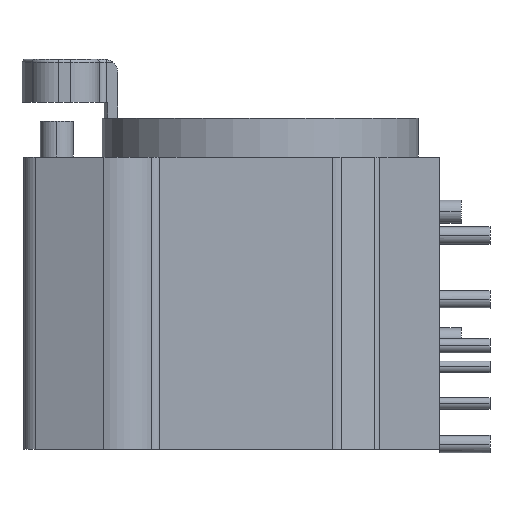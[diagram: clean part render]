
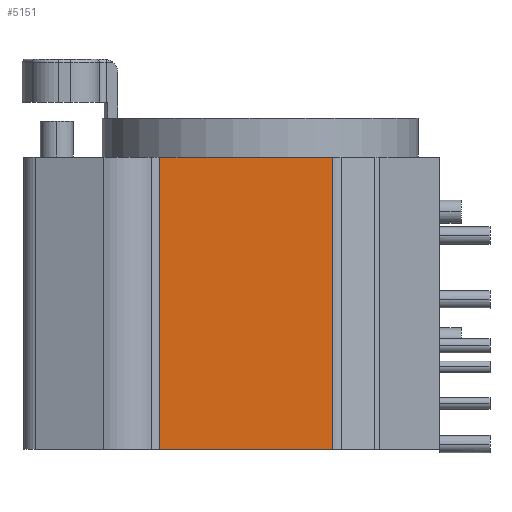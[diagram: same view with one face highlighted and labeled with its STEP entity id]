
A CAD part, left-side view. The second image highlights one B-rep face of the part: STEP entity #5151.
In plain terms, the highlighted planar face has unit normal (-1, 0, 0).
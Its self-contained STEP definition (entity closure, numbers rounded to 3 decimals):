
#1910=DIRECTION('',(0.,-1.,0.));
#1911=VECTOR('',#1910,12.004);
#1912=CARTESIAN_POINT('',(-11.25,6.976,0.));
#1913=LINE('',#1912,#1911);
#1914=DIRECTION('',(0.,1.,0.));
#1915=VECTOR('',#1914,12.004);
#1916=CARTESIAN_POINT('',(-11.25,-5.028,-20.35));
#1917=LINE('',#1916,#1915);
#1918=DIRECTION('',(0.,0.,-1.));
#1919=VECTOR('',#1918,20.35);
#1920=CARTESIAN_POINT('',(-11.25,6.976,0.));
#1921=LINE('',#1920,#1919);
#1922=DIRECTION('',(0.,0.,-1.));
#1923=VECTOR('',#1922,20.35);
#1924=CARTESIAN_POINT('',(-11.25,-5.028,0.));
#1925=LINE('',#1924,#1923);
#2681=CARTESIAN_POINT('',(-11.25,6.976,0.));
#2682=VERTEX_POINT('',#2681);
#2683=CARTESIAN_POINT('',(-11.25,-5.028,0.));
#2685=VERTEX_POINT('',#2683);
#2721=CARTESIAN_POINT('',(-11.25,6.976,-20.35));
#2722=VERTEX_POINT('',#2721);
#2723=CARTESIAN_POINT('',(-11.25,-5.028,-20.35));
#2725=VERTEX_POINT('',#2723);
#5139=CARTESIAN_POINT('',(-11.25,6.976,0.));
#5140=DIRECTION('',(-1.,0.,0.));
#5141=DIRECTION('',(0.,-1.,0.));
#5142=AXIS2_PLACEMENT_3D('',#5139,#5140,#5141);
#5143=PLANE('',#5142);
#5144=ORIENTED_EDGE('',*,*,#3755,.T.);
#5146=ORIENTED_EDGE('',*,*,#5145,.T.);
#5147=ORIENTED_EDGE('',*,*,#3004,.T.);
#5148=ORIENTED_EDGE('',*,*,#5132,.F.);
#5149=EDGE_LOOP('',(#5144,#5146,#5147,#5148));
#5150=FACE_OUTER_BOUND('',#5149,.F.);
#3004=EDGE_CURVE('',#2725,#2722,#1917,.T.);
#3755=EDGE_CURVE('',#2682,#2685,#1913,.T.);
#5132=EDGE_CURVE('',#2682,#2722,#1921,.T.);
#5145=EDGE_CURVE('',#2685,#2725,#1925,.T.);
#5151=ADVANCED_FACE('',(#5150),#5143,.T.);
